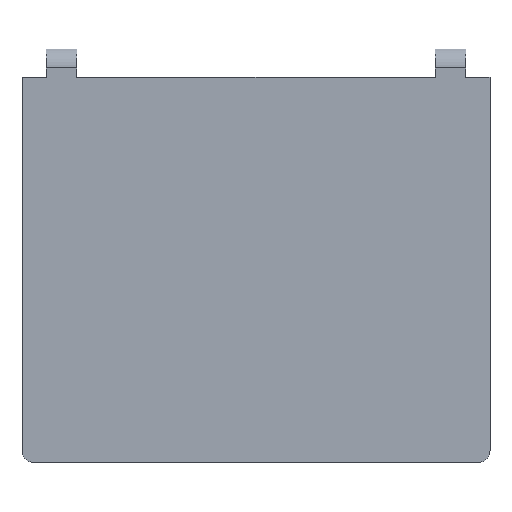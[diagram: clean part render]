
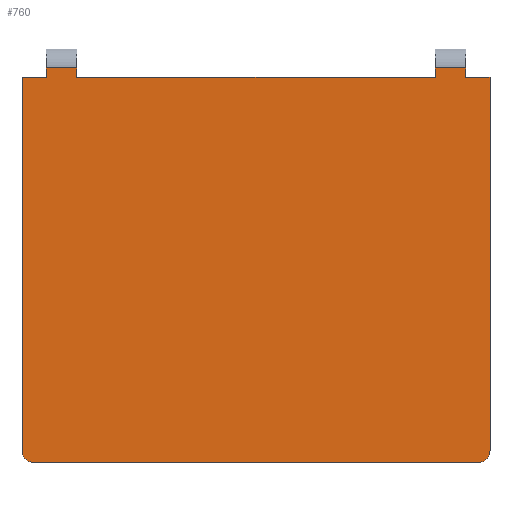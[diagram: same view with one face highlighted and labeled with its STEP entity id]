
A CAD part, front view. The second image highlights one B-rep face of the part: STEP entity #760.
In plain terms, the highlighted planar face has unit normal (0, -1, 0).
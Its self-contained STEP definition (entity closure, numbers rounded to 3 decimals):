
#59=FACE_OUTER_BOUND('',#99,.T.);
#99=EDGE_LOOP('',(#656,#657,#658,#659,#660,#661,#662,#663,#664,#665,#666,
#667,#668,#669));
#172=LINE('',#1248,#252);
#173=LINE('',#1252,#253);
#174=LINE('',#1256,#254);
#175=LINE('',#1260,#255);
#176=LINE('',#1265,#256);
#177=LINE('',#1269,#257);
#178=LINE('',#1275,#258);
#179=LINE('',#1279,#259);
#180=LINE('',#1280,#260);
#181=LINE('',#1282,#261);
#182=LINE('',#1285,#262);
#183=LINE('',#1286,#263);
#252=VECTOR('',#1013,10.);
#253=VECTOR('',#1018,10.);
#254=VECTOR('',#1023,10.);
#255=VECTOR('',#1028,10.);
#256=VECTOR('',#1033,10.);
#257=VECTOR('',#1038,10.);
#258=VECTOR('',#1045,10.);
#259=VECTOR('',#1050,10.);
#260=VECTOR('',#1051,10.);
#261=VECTOR('',#1052,10.);
#262=VECTOR('',#1055,10.);
#263=VECTOR('',#1056,10.);
#284=CIRCLE('',#825,6.);
#294=CIRCLE('',#843,6.);
#354=VERTEX_POINT('',#1240);
#355=VERTEX_POINT('',#1242);
#356=VERTEX_POINT('',#1246);
#357=VERTEX_POINT('',#1250);
#358=VERTEX_POINT('',#1254);
#359=VERTEX_POINT('',#1258);
#360=VERTEX_POINT('',#1262);
#361=VERTEX_POINT('',#1264);
#362=VERTEX_POINT('',#1268);
#363=VERTEX_POINT('',#1272);
#364=VERTEX_POINT('',#1274);
#365=VERTEX_POINT('',#1278);
#366=VERTEX_POINT('',#1281);
#367=VERTEX_POINT('',#1283);
#451=EDGE_CURVE('',#354,#355,#284,.T.);
#454=EDGE_CURVE('',#354,#356,#172,.T.);
#456=EDGE_CURVE('',#356,#357,#173,.T.);
#458=EDGE_CURVE('',#357,#358,#174,.T.);
#460=EDGE_CURVE('',#359,#358,#175,.T.);
#462=EDGE_CURVE('',#361,#360,#176,.T.);
#464=EDGE_CURVE('',#362,#361,#177,.T.);
#467=EDGE_CURVE('',#364,#363,#178,.T.);
#469=EDGE_CURVE('',#365,#360,#179,.T.);
#470=EDGE_CURVE('',#365,#364,#180,.T.);
#471=EDGE_CURVE('',#366,#363,#181,.T.);
#472=EDGE_CURVE('',#367,#366,#294,.T.);
#473=EDGE_CURVE('',#355,#367,#182,.T.);
#474=EDGE_CURVE('',#359,#362,#183,.T.);
#656=ORIENTED_EDGE('',*,*,#462,.T.);
#657=ORIENTED_EDGE('',*,*,#469,.F.);
#658=ORIENTED_EDGE('',*,*,#470,.T.);
#659=ORIENTED_EDGE('',*,*,#467,.T.);
#660=ORIENTED_EDGE('',*,*,#471,.F.);
#661=ORIENTED_EDGE('',*,*,#472,.F.);
#662=ORIENTED_EDGE('',*,*,#473,.F.);
#663=ORIENTED_EDGE('',*,*,#451,.F.);
#664=ORIENTED_EDGE('',*,*,#454,.T.);
#665=ORIENTED_EDGE('',*,*,#456,.T.);
#666=ORIENTED_EDGE('',*,*,#458,.T.);
#667=ORIENTED_EDGE('',*,*,#460,.F.);
#668=ORIENTED_EDGE('',*,*,#474,.T.);
#669=ORIENTED_EDGE('',*,*,#464,.T.);
#722=PLANE('',#842);
#760=ADVANCED_FACE('',(#59),#722,.F.);
#825=AXIS2_PLACEMENT_3D('',#1243,#1006,#1007);
#842=AXIS2_PLACEMENT_3D('',#1277,#1048,#1049);
#843=AXIS2_PLACEMENT_3D('',#1284,#1053,#1054);
#1006=DIRECTION('center_axis',(0.,1.,0.));
#1007=DIRECTION('ref_axis',(0.707,0.,-0.707));
#1013=DIRECTION('',(0.,0.,1.));
#1018=DIRECTION('',(-1.,0.,0.));
#1023=DIRECTION('',(0.,0.,1.));
#1028=DIRECTION('',(1.,0.,0.));
#1033=DIRECTION('',(0.,0.,1.));
#1038=DIRECTION('',(-1.,0.,0.));
#1045=DIRECTION('',(-1.,0.,0.));
#1048=DIRECTION('center_axis',(0.,1.,0.));
#1049=DIRECTION('ref_axis',(1.,0.,0.));
#1050=DIRECTION('',(1.,0.,0.));
#1051=DIRECTION('',(0.,0.,-1.));
#1052=DIRECTION('',(0.,0.,1.));
#1053=DIRECTION('center_axis',(0.,1.,0.));
#1054=DIRECTION('ref_axis',(-0.707,0.,-0.707));
#1055=DIRECTION('',(-1.,0.,0.));
#1056=DIRECTION('',(0.,0.,-1.));
#1240=CARTESIAN_POINT('',(230.6,0.,-177.));
#1242=CARTESIAN_POINT('',(224.6,0.,-183.));
#1243=CARTESIAN_POINT('Origin',(224.6,0.,-177.));
#1246=CARTESIAN_POINT('',(230.6,0.,6.8));
#1248=CARTESIAN_POINT('',(230.6,0.,11.241));
#1250=CARTESIAN_POINT('',(218.6,0.,6.8));
#1252=CARTESIAN_POINT('',(12.,0.,6.8));
#1254=CARTESIAN_POINT('',(218.6,0.,11.488));
#1256=CARTESIAN_POINT('',(218.6,0.,-45.75));
#1258=CARTESIAN_POINT('',(203.6,0.,11.488));
#1260=CARTESIAN_POINT('',(0.,0.,11.488));
#1262=CARTESIAN_POINT('',(27.,0.,11.488));
#1264=CARTESIAN_POINT('',(27.,0.,6.8));
#1265=CARTESIAN_POINT('',(27.,0.,-45.75));
#1268=CARTESIAN_POINT('',(203.6,0.,6.8));
#1269=CARTESIAN_POINT('',(12.,0.,6.8));
#1272=CARTESIAN_POINT('',(0.,0.,6.8));
#1274=CARTESIAN_POINT('',(12.,0.,6.8));
#1275=CARTESIAN_POINT('',(12.,0.,6.8));
#1277=CARTESIAN_POINT('Origin',(115.3,0.,-91.5));
#1278=CARTESIAN_POINT('',(12.,0.,11.488));
#1279=CARTESIAN_POINT('',(0.,0.,11.488));
#1280=CARTESIAN_POINT('',(12.,0.,-34.75));
#1281=CARTESIAN_POINT('',(0.,0.,-177.));
#1282=CARTESIAN_POINT('',(0.,0.,0.));
#1283=CARTESIAN_POINT('',(6.,0.,-183.));
#1284=CARTESIAN_POINT('Origin',(6.,0.,-177.));
#1285=CARTESIAN_POINT('',(230.6,0.,-183.));
#1286=CARTESIAN_POINT('',(203.6,0.,-34.75));
